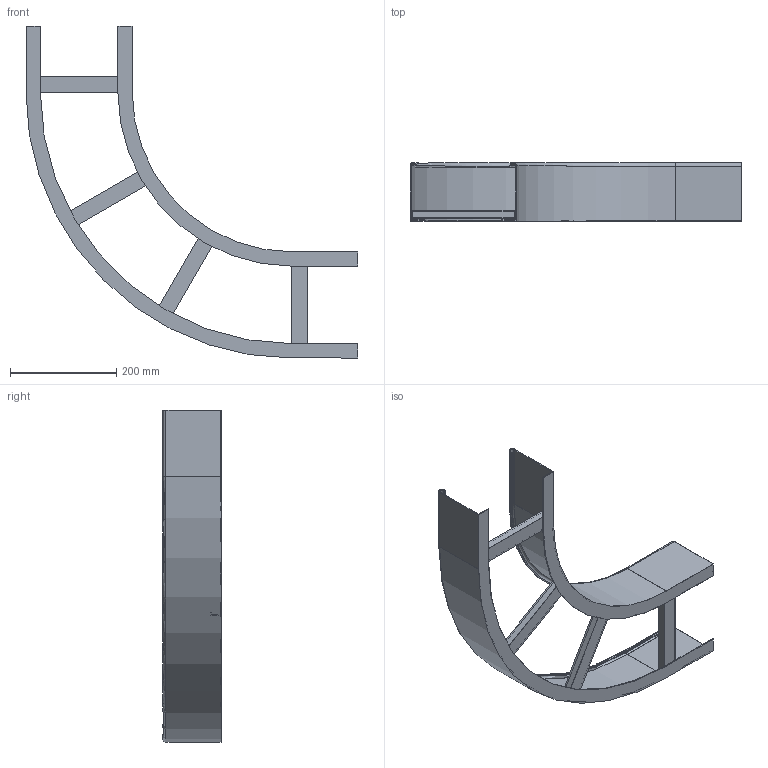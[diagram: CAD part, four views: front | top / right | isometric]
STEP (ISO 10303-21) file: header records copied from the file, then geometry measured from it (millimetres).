
FILE_DESCRIPTION (( 'STEP AP214' ), '1' );
FILE_NAME ('6225172.stp', '2017-03-22T13:15:54', ( '' ), ( '' ), 'SwSTEP 2.0', 'SolidWorks 2016', '' );
FILE_SCHEMA (( 'AUTOMOTIVE_DESIGN' ));
Length unit declared in the file: millimetre
Products named in the file (4): 082108_L193; 087828_Auáenholm 110xR500; 087827_Innenholm 110xR300; 6225172
Assembly tree (6 placements, depth 2):
  6225172
    087827_Innenholm 110xR300
    087828_Auáenholm 110xR500
    082108_L193  x4
Bounding box: 625 x 110 x 625 mm (x, y, z)
Volume: 618778.6 mm3; surface area: 631098.8 mm2
Topology: 6 solids, 6 shells, 192 faces, 500 edges, 320 vertices
Faces by surface type: plane 170, cylinder 18, torus 4
Entity records: 3086 total; most frequent: CARTESIAN_POINT 511, DIRECTION 506, ORIENTED_EDGE 496, EDGE_CURVE 248, VECTOR 212, LINE 212, VERTEX_POINT 152, AXIS2_PLACEMENT_3D 147
